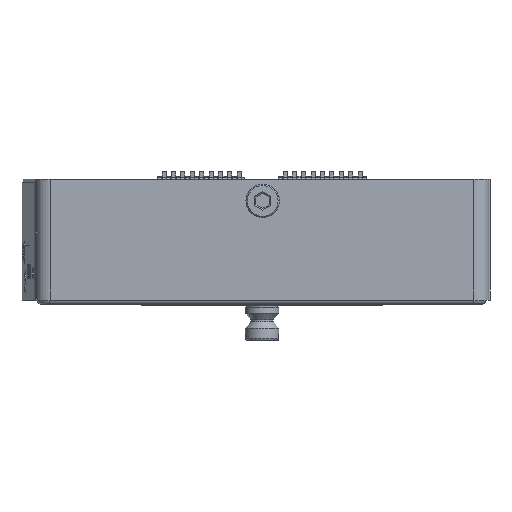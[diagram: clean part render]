
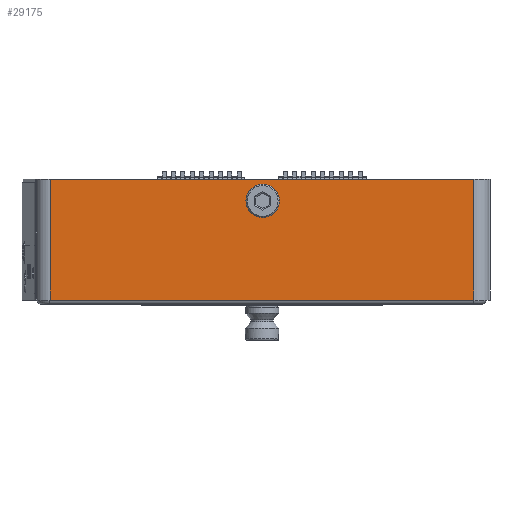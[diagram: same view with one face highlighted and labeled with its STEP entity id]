
A CAD part, left-side view. The second image highlights one B-rep face of the part: STEP entity #29175.
In plain terms, the highlighted planar face has unit normal (-1, 0, 0).
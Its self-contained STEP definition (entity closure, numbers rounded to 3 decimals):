
#161 = DIRECTION ( 'NONE',  ( 1., 0., 0. ) ) ;
#806 = VECTOR ( 'NONE', #18256, 1000. ) ;
#936 = CARTESIAN_POINT ( 'NONE',  ( -86., 83.5, 11.25 ) ) ;
#1264 = CARTESIAN_POINT ( 'NONE',  ( -86., 4.5, 11.25 ) ) ;
#2140 = VERTEX_POINT ( 'NONE', #2990 ) ;
#2990 = CARTESIAN_POINT ( 'NONE',  ( -86., 83.5, -11.25 ) ) ;
#4039 = VERTEX_POINT ( 'NONE', #936 ) ;
#5076 = CARTESIAN_POINT ( 'NONE',  ( -86., 4.5, -11.25 ) ) ;
#5278 = ORIENTED_EDGE ( 'NONE', *, *, #33066, .F. ) ;
#6267 = CARTESIAN_POINT ( 'NONE',  ( -86., 4.5, -11.25 ) ) ;
#6523 = AXIS2_PLACEMENT_3D ( 'NONE', #29378, #9488, #32685 ) ;
#7049 = CARTESIAN_POINT ( 'NONE',  ( -86., 4.5, -11.25 ) ) ;
#7710 = CARTESIAN_POINT ( 'NONE',  ( -86., 83.5, -11.25 ) ) ;
#9488 = DIRECTION ( 'NONE',  ( -1., 0., 0. ) ) ;
#11183 = ORIENTED_EDGE ( 'NONE', *, *, #24325, .T. ) ;
#11238 = DIRECTION ( 'NONE',  ( 0., -1., 0. ) ) ;
#11850 = LINE ( 'NONE', #7049, #16533 ) ;
#13070 = EDGE_CURVE ( 'NONE', #2140, #35056, #30896, .T. ) ;
#13714 = AXIS2_PLACEMENT_3D ( 'NONE', #20041, #161, #23387 ) ;
#16016 = PLANE ( 'NONE',  #6523 ) ;
#16178 = VERTEX_POINT ( 'NONE', #38405 ) ;
#16360 = LINE ( 'NONE', #1264, #32958 ) ;
#16533 = VECTOR ( 'NONE', #36906, 1000. ) ;
#16606 = EDGE_CURVE ( 'NONE', #4039, #16178, #16360, .T. ) ;
#18256 = DIRECTION ( 'NONE',  ( 0., -1., 0. ) ) ;
#20041 = CARTESIAN_POINT ( 'NONE',  ( -86., 43.9, 7.25 ) ) ;
#21376 = FACE_BOUND ( 'NONE', #30753, .T. ) ;
#21566 = EDGE_LOOP ( 'NONE', ( #37577, #5278, #32486, #40151 ) ) ;
#23387 = DIRECTION ( 'NONE',  ( 0., 1., 0. ) ) ;
#23531 = VERTEX_POINT ( 'NONE', #42107 ) ;
#24325 = EDGE_CURVE ( 'NONE', #23531, #23531, #24583, .T. ) ;
#24583 = CIRCLE ( 'NONE', #13714, 3.125 ) ;
#27060 = LINE ( 'NONE', #7710, #34790 ) ;
#29175 = ADVANCED_FACE ( 'NONE', ( #21376, #37987 ), #16016, .T. ) ;
#29378 = CARTESIAN_POINT ( 'NONE',  ( -86., 4.5, -11.25 ) ) ;
#30753 = EDGE_LOOP ( 'NONE', ( #11183 ) ) ;
#30896 = LINE ( 'NONE', #5076, #806 ) ;
#32486 = ORIENTED_EDGE ( 'NONE', *, *, #13070, .T. ) ;
#32685 = DIRECTION ( 'NONE',  ( 0., 0., 1. ) ) ;
#32958 = VECTOR ( 'NONE', #11238, 1000. ) ;
#33066 = EDGE_CURVE ( 'NONE', #2140, #4039, #27060, .T. ) ;
#34222 = DIRECTION ( 'NONE',  ( 0., 0., 1. ) ) ;
#34790 = VECTOR ( 'NONE', #34222, 1000. ) ;
#35056 = VERTEX_POINT ( 'NONE', #6267 ) ;
#36906 = DIRECTION ( 'NONE',  ( 0., 0., 1. ) ) ;
#37577 = ORIENTED_EDGE ( 'NONE', *, *, #16606, .F. ) ;
#37987 = FACE_OUTER_BOUND ( 'NONE', #21566, .T. ) ;
#38405 = CARTESIAN_POINT ( 'NONE',  ( -86., 4.5, 11.25 ) ) ;
#40151 = ORIENTED_EDGE ( 'NONE', *, *, #41195, .T. ) ;
#41195 = EDGE_CURVE ( 'NONE', #35056, #16178, #11850, .T. ) ;
#42107 = CARTESIAN_POINT ( 'NONE',  ( -86., 47.025, 7.25 ) ) ;
